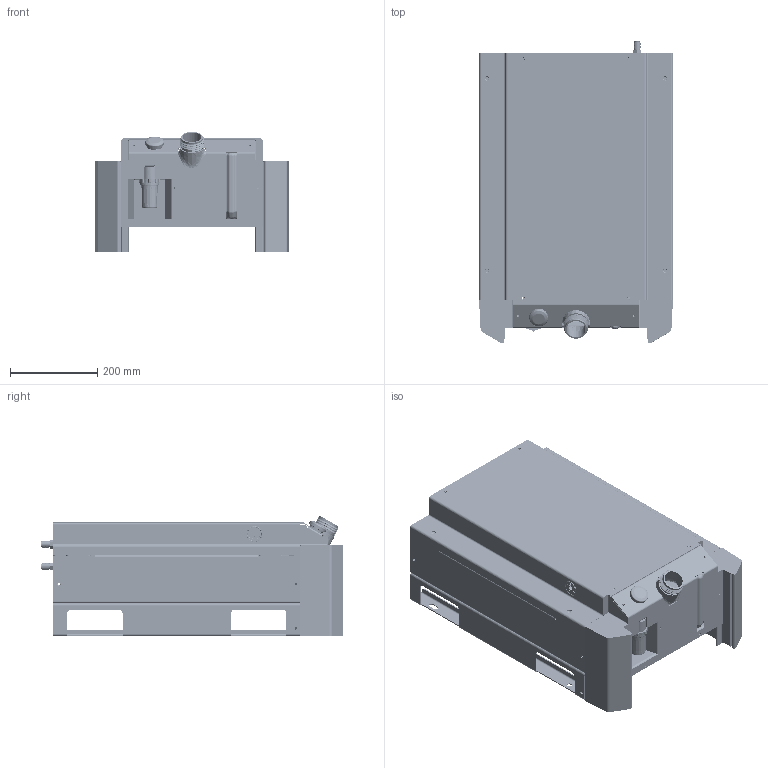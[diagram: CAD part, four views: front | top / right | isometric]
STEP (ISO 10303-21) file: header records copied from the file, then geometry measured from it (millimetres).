
FILE_DESCRIPTION (( 'STEP AP203' ), '1' );
FILE_NAME ('274232.STEP', '2017-06-01T20:18:53', ( 'Windows User' ), ( 'IT' ), 'SwSTEP 2.0', 'SolidWorks 2016', '' );
FILE_SCHEMA (( 'CONFIG_CONTROL_DESIGN' ));
Length unit declared in the file: inch
Products named in the file (42): 274371_left; 270451-3; 274351; 274232; magnet.188x1.000; 274374; 181293; 274353_shrinky; 274350; 226936; 124253; 53525K560_53525K56; 95185A310_95185A310; 274349; 226939_ALT1; dapco 11037; 274357; 274933; 233606; dapco 6620; 274369; 274352; 274372; 186005; centro 71317; 253533; 267900; 275024; 166566; 253534; 226934; 226935; 274371; 270451-2; 271633; 262765; 179276
Assembly tree (47 placements, depth 5):
  274232
    274350
    274349
    274933
    274372
    275024
    274351
      274351
      262765  x2
    274353_shrinky  x4
      274353_shrinky
      95185A310_95185A310
    274352
    274357
      274357
      271633
      270451-2
      270451-3
      181293
      53525K560_53525K56
    274369
    253533
    253534
    274371
    274371_left
    274374
      274374
      124253  x2
      dapco 11037
      dapco 6620
      centro 71317  x3
    226934
      226935
      233606
        226936
          226936
          magnet.188x1.000
        226939_ALT1
      186005
      166566
    179276
  267900
Bounding box: 445.01 x 693.58 x 276.37 mm (x, y, z)
Volume: 3983876.2 mm3; surface area: 3161886.5 mm2
Topology: 50 solids, 52 shells, 6089 faces, 16143 edges, 10166 vertices
Faces by surface type: plane 2478, cylinder 2337, bspline 629, cone 319, torus 239, sphere 87
Entity records: 196234 total; most frequent: CARTESIAN_POINT 64342, ORIENTED_EDGE 27238, DIRECTION 26181, EDGE_CURVE 13619, AXIS2_PLACEMENT_3D 9704, VERTEX_POINT 8586, LINE 6773, VECTOR 6773
